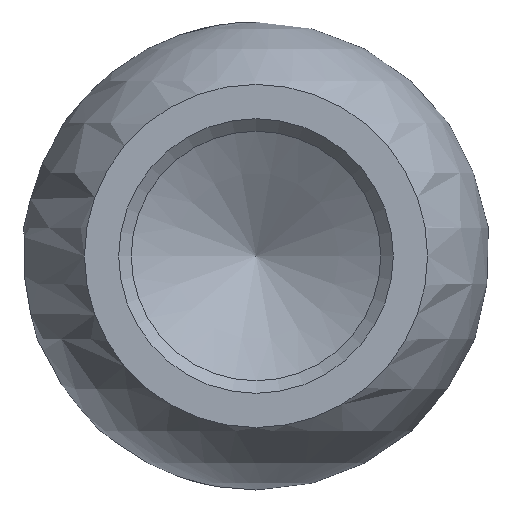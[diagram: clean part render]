
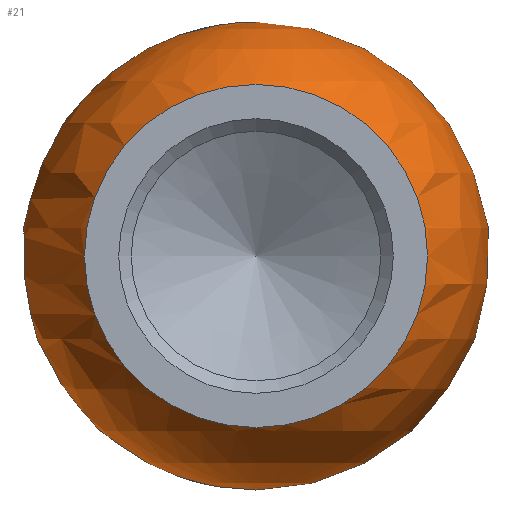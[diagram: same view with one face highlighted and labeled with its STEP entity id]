
A CAD part, left-side view. The second image highlights one B-rep face of the part: STEP entity #21.
In plain terms, the highlighted spherical face has radius 15 mm.
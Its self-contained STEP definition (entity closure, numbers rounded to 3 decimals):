
#4 = FACE_OUTER_BOUND ( 'NONE', #670, .T. ) ;
#21 = ADVANCED_FACE ( 'NONE', ( #1582, #4 ), #2110, .T. ) ;
#210 = ORIENTED_EDGE ( 'NONE', *, *, #1750, .F. ) ;
#234 = ORIENTED_EDGE ( 'NONE', *, *, #1218, .F. ) ;
#259 = CARTESIAN_POINT ( 'NONE',  ( 7.53, 0., 0. ) ) ;
#360 = VERTEX_POINT ( 'NONE', #889 ) ;
#388 = DIRECTION ( 'NONE',  ( 0., -1., 0. ) ) ;
#617 = CIRCLE ( 'NONE', #2224, 11. ) ;
#670 = EDGE_LOOP ( 'NONE', ( #210 ) ) ;
#695 = DIRECTION ( 'NONE',  ( 0., 0., 1. ) ) ;
#755 = DIRECTION ( 'NONE',  ( 0., -1., 0. ) ) ;
#763 = CIRCLE ( 'NONE', #1422, 12.973 ) ;
#818 = EDGE_LOOP ( 'NONE', ( #234 ) ) ;
#851 = DIRECTION ( 'NONE',  ( -1., 0., 0. ) ) ;
#889 = CARTESIAN_POINT ( 'NONE',  ( -10.198, -11., 0. ) ) ;
#956 = DIRECTION ( 'NONE',  ( 1., 0., 0. ) ) ;
#996 = CARTESIAN_POINT ( 'NONE',  ( -10.198, 0., 0. ) ) ;
#1218 = EDGE_CURVE ( 'NONE', #2135, #2135, #763, .T. ) ;
#1317 = AXIS2_PLACEMENT_3D ( 'NONE', #1790, #695, #388 ) ;
#1422 = AXIS2_PLACEMENT_3D ( 'NONE', #259, #956, #755 ) ;
#1582 = FACE_OUTER_BOUND ( 'NONE', #818, .T. ) ;
#1750 = EDGE_CURVE ( 'NONE', #360, #360, #617, .T. ) ;
#1790 = CARTESIAN_POINT ( 'NONE',  ( 0., 0., 0. ) ) ;
#1838 = DIRECTION ( 'NONE',  ( 0., -1., 0. ) ) ;
#1943 = CARTESIAN_POINT ( 'NONE',  ( 7.53, -12.973, 0. ) ) ;
#2110 = SPHERICAL_SURFACE ( 'NONE', #1317, 15. ) ;
#2135 = VERTEX_POINT ( 'NONE', #1943 ) ;
#2224 = AXIS2_PLACEMENT_3D ( 'NONE', #996, #851, #1838 ) ;
